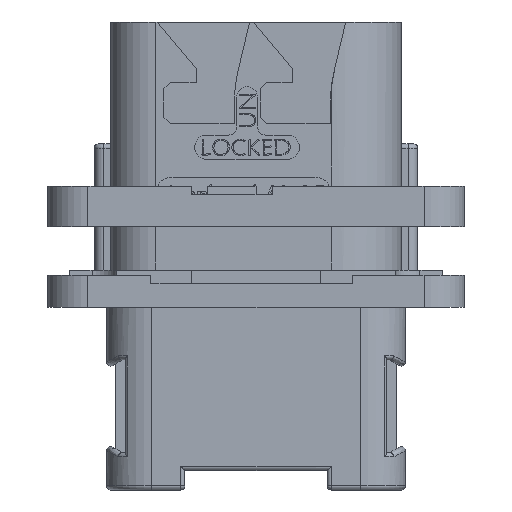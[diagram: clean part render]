
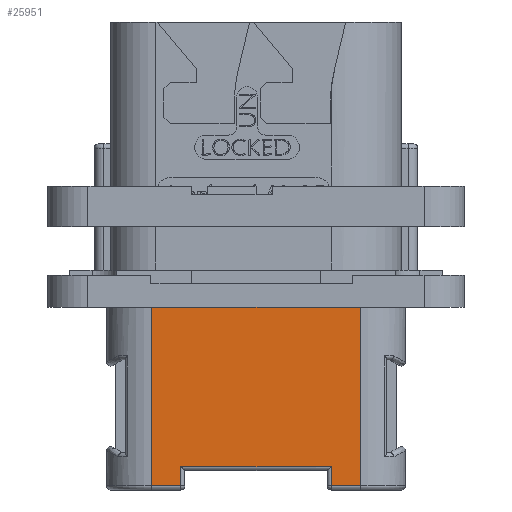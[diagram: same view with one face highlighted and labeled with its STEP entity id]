
A CAD part, left-side view. The second image highlights one B-rep face of the part: STEP entity #25951.
In plain terms, the highlighted planar face has unit normal (-1, 0, 0).
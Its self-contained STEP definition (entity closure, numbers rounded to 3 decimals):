
#2926=DIRECTION('',(0.,1.,0.));
#2927=VECTOR('',#2926,12.9);
#2928=CARTESIAN_POINT('',(-9.25,-6.45,0.));
#2929=LINE('',#2928,#2927);
#3190=DIRECTION('',(0.,1.,0.));
#3191=VECTOR('',#3190,9.294);
#3192=CARTESIAN_POINT('',(-9.25,-4.647,-9.85));
#3193=LINE('',#3192,#3191);
#3194=DIRECTION('',(0.,1.,0.));
#3195=VECTOR('',#3194,1.803);
#3196=CARTESIAN_POINT('',(-9.25,4.647,-11.05));
#3197=LINE('',#3196,#3195);
#3198=DIRECTION('',(0.,0.,1.));
#3199=VECTOR('',#3198,11.05);
#3200=CARTESIAN_POINT('',(-9.25,6.45,-11.05));
#3201=LINE('',#3200,#3199);
#3202=DIRECTION('',(0.,0.,1.));
#3203=VECTOR('',#3202,11.05);
#3204=CARTESIAN_POINT('',(-9.25,-6.45,-11.05));
#3205=LINE('',#3204,#3203);
#3206=DIRECTION('',(0.,1.,0.));
#3207=VECTOR('',#3206,1.803);
#3208=CARTESIAN_POINT('',(-9.25,-6.45,-11.05));
#3209=LINE('',#3208,#3207);
#3235=DIRECTION('',(0.,0.,-1.));
#3236=VECTOR('',#3235,1.2);
#3237=CARTESIAN_POINT('',(-9.25,-4.647,-9.85));
#3238=LINE('',#3237,#3236);
#7720=DIRECTION('',(0.,0.,1.));
#7721=VECTOR('',#7720,1.2);
#7722=CARTESIAN_POINT('',(-9.25,4.647,-11.05));
#7723=LINE('',#7722,#7721);
#20217=CARTESIAN_POINT('',(-9.25,-6.45,0.));
#20218=CARTESIAN_POINT('',(-9.25,6.45,0.));
#20219=VERTEX_POINT('',#20217);
#20220=VERTEX_POINT('',#20218);
#20317=CARTESIAN_POINT('',(-9.25,-6.45,-11.05));
#20318=VERTEX_POINT('',#20317);
#20321=CARTESIAN_POINT('',(-9.25,-4.647,-11.05));
#20322=VERTEX_POINT('',#20321);
#20338=CARTESIAN_POINT('',(-9.25,4.647,-11.05));
#20340=VERTEX_POINT('',#20338);
#20343=CARTESIAN_POINT('',(-9.25,6.45,-11.05));
#20344=VERTEX_POINT('',#20343);
#20768=CARTESIAN_POINT('',(-9.25,-4.647,-9.85));
#20769=CARTESIAN_POINT('',(-9.25,4.647,-9.85));
#20770=VERTEX_POINT('',#20768);
#20771=VERTEX_POINT('',#20769);
#25929=CARTESIAN_POINT('',(-9.25,-9.25,0.));
#25930=DIRECTION('',(-1.,0.,0.));
#25931=DIRECTION('',(0.,1.,0.));
#25932=AXIS2_PLACEMENT_3D('',#25929,#25930,#25931);
#25933=PLANE('',#25932);
#25935=ORIENTED_EDGE('',*,*,#25934,.T.);
#25937=ORIENTED_EDGE('',*,*,#25936,.F.);
#25939=ORIENTED_EDGE('',*,*,#25938,.T.);
#25941=ORIENTED_EDGE('',*,*,#25940,.T.);
#25942=ORIENTED_EDGE('',*,*,#25357,.F.);
#25944=ORIENTED_EDGE('',*,*,#25943,.F.);
#25946=ORIENTED_EDGE('',*,*,#25945,.T.);
#25948=ORIENTED_EDGE('',*,*,#25947,.F.);
#25949=EDGE_LOOP('',(#25935,#25937,#25939,#25941,#25942,#25944,#25946,#25948));
#25950=FACE_OUTER_BOUND('',#25949,.F.);
#25951=ADVANCED_FACE('',(#25950),#25933,.T.);
#25357=EDGE_CURVE('',#20219,#20220,#2929,.T.);
#25934=EDGE_CURVE('',#20770,#20771,#3193,.T.);
#25936=EDGE_CURVE('',#20340,#20771,#7723,.T.);
#25938=EDGE_CURVE('',#20340,#20344,#3197,.T.);
#25940=EDGE_CURVE('',#20344,#20220,#3201,.T.);
#25943=EDGE_CURVE('',#20318,#20219,#3205,.T.);
#25945=EDGE_CURVE('',#20318,#20322,#3209,.T.);
#25947=EDGE_CURVE('',#20770,#20322,#3238,.T.);
